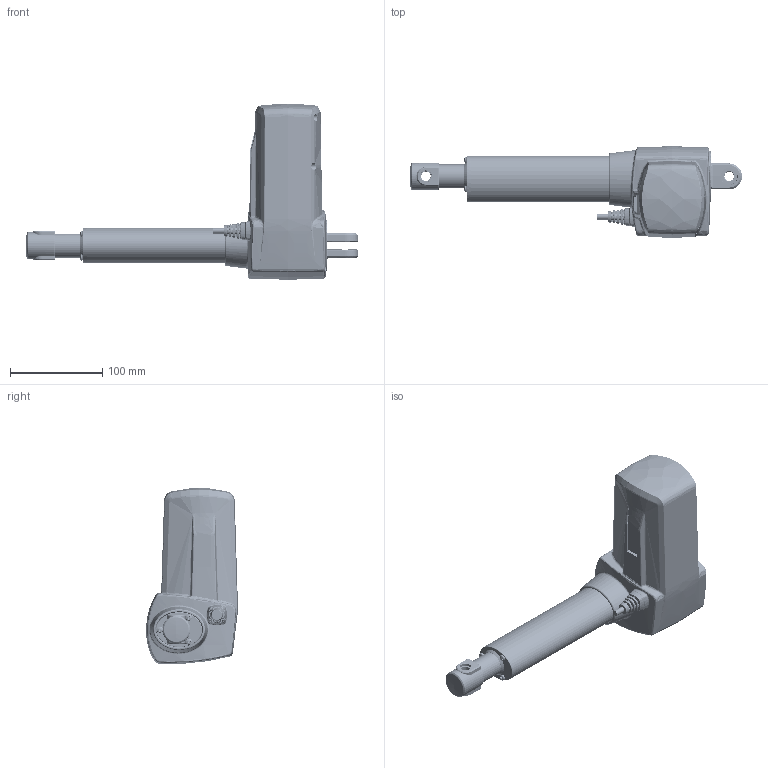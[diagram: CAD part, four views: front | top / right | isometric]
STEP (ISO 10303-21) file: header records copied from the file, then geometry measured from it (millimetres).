
FILE_DESCRIPTION (( 'STEP AP203' ), '1' );
FILE_NAME ('3D_TA37.STEP', '2018-02-26T08:00:10', ( '' ), ( '' ), 'SwSTEP 2.0', 'SolidWorks 2015', '' );
FILE_SCHEMA (( 'CONFIG_CONTROL_DESIGN' ));
Length unit declared in the file: millimetre
Products named in the file (13): 三維零件圖-31801-080-下端接頭-A; 33903-003-自攻螺絲-A; 三維零件圖-32209-57-外管-B; 3D_TA37; 三維零件圖-33112-012-防擺環-F; 三維零件圖-32109-01內管-A; 三維零件圖-33005-002-管帽-A; 三維零件圖-31501-116-齒輪箱體-A; 三維零件圖-套管-0; 三維零件圖-31605-761-外殼左蓋-B; 三維零件圖-40510-154-SR-A; 三維零件圖-31605-762-外殼右蓋-C; M4螺絲
Assembly tree (21 placements, depth 2):
  3D_TA37
    三維零件圖-31501-116-齒輪箱體-A
    三維零件圖-31605-761-外殼左蓋-B
    三維零件圖-31605-762-外殼右蓋-C
    三維零件圖-31801-080-下端接頭-A
    三維零件圖-32209-57-外管-B
    三維零件圖-33112-012-防擺環-F
    三維零件圖-32109-01內管-A
    三維零件圖-33005-002-管帽-A
    三維零件圖-套管-0
    三維零件圖-40510-154-SR-A
    M4螺絲  x3
    33903-003-自攻螺絲-A  x8
Bounding box: 360.66 x 99.66 x 190.79 mm (x, y, z)
Volume: 466479.3 mm3; surface area: 383019.4 mm2
Topology: 22 solids, 32 shells, 5343 faces, 13885 edges, 8727 vertices
Faces by surface type: cylinder 1658, bspline 1480, plane 1338, cone 556, torus 254, sphere 57
Entity records: 215762 total; most frequent: CARTESIAN_POINT 121656, ORIENTED_EDGE 22232, DIRECTION 15328, EDGE_CURVE 11116, VERTEX_POINT 7010, AXIS2_PLACEMENT_3D 5927, EDGE_LOOP 4516, FACE_OUTER_BOUND 4292
